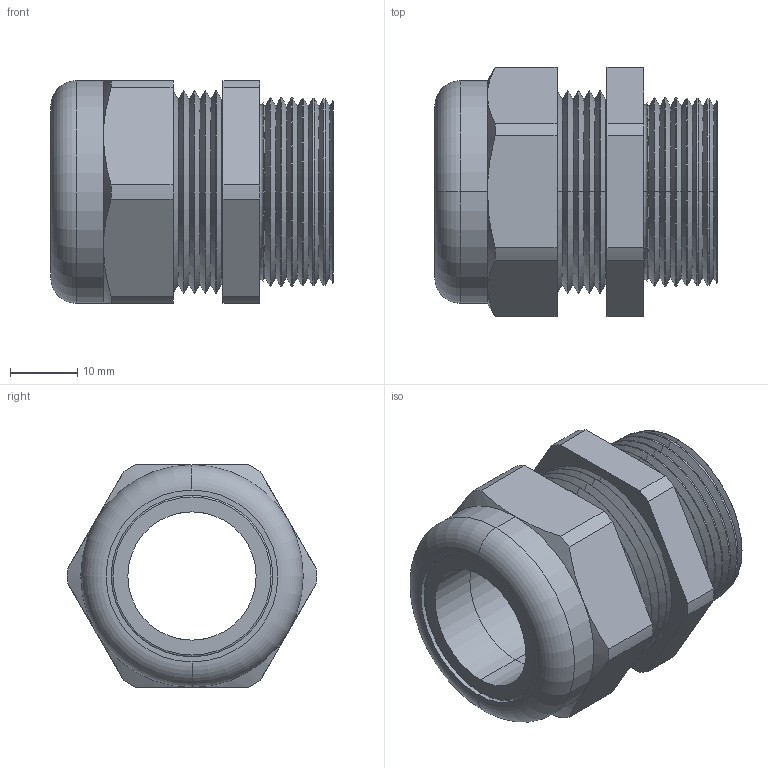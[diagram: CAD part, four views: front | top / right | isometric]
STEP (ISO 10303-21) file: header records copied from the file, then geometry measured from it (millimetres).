
FILE_DESCRIPTION (( 'STEP AP203' ), '1' );
FILE_NAME ('CD21AA-BK.STEP', '2008-06-16T06:40:39', ( 'BSI05' ), ( 'BAYSTATE' ), 'SwSTEP 2.0', 'SolidWorks 2007', '' );
FILE_SCHEMA (( 'CONFIG_CONTROL_DESIGN' ));
Length unit declared in the file: inch
Products named in the file (1): CD21AA-BK
Bounding box: 41.91 x 36.98 x 33.02 mm (x, y, z)
Volume: 19418.4 mm3; surface area: 11384.5 mm2
Topology: 2 solids, 2 shells, 130 faces, 280 edges, 158 vertices
Faces by surface type: cone 70, cylinder 32, plane 20, torus 8
Entity records: 3615 total; most frequent: DIRECTION 672, CARTESIAN_POINT 645, ORIENTED_EDGE 560, EDGE_CURVE 280, AXIS2_PLACEMENT_3D 273, VERTEX_POINT 158, CIRCLE 142, EDGE_LOOP 138
